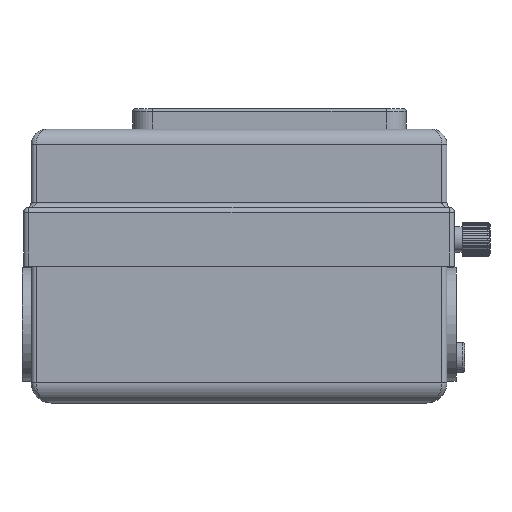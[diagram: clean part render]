
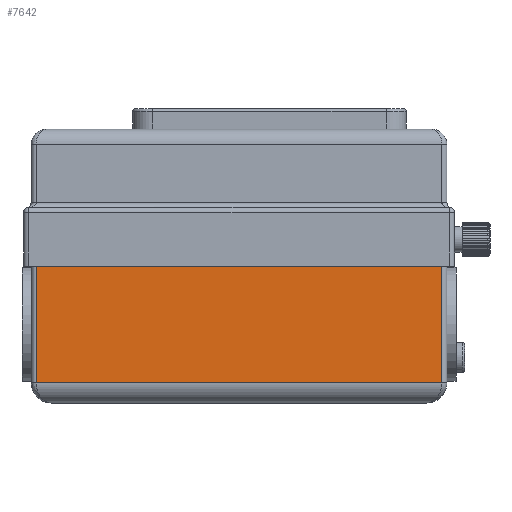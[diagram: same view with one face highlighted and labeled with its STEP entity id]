
A CAD part, left-side view. The second image highlights one B-rep face of the part: STEP entity #7642.
In plain terms, the highlighted planar face has unit normal (-1, 0, 0).
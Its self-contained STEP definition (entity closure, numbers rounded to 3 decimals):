
#602 = CARTESIAN_POINT ( 'NONE',  ( -25.5, -40., 0. ) ) ;
#763 = EDGE_CURVE ( 'NONE', #4207, #4083, #8392, .T. ) ;
#838 = FACE_OUTER_BOUND ( 'NONE', #890, .T. ) ;
#890 = EDGE_LOOP ( 'NONE', ( #4881, #3443, #7404, #6764 ) ) ;
#1234 = CARTESIAN_POINT ( 'NONE',  ( -25.5, -40., 0. ) ) ;
#1259 = DIRECTION ( 'NONE',  ( 0., -1., 0. ) ) ;
#1513 = DIRECTION ( 'NONE',  ( 0., 1., 0. ) ) ;
#2080 = CARTESIAN_POINT ( 'NONE',  ( -25.5, -40., -23. ) ) ;
#2360 = CARTESIAN_POINT ( 'NONE',  ( -25.5, -41., 0. ) ) ;
#2920 = EDGE_CURVE ( 'NONE', #4083, #7948, #10473, .T. ) ;
#3443 = ORIENTED_EDGE ( 'NONE', *, *, #7962, .T. ) ;
#4083 = VERTEX_POINT ( 'NONE', #5971 ) ;
#4207 = VERTEX_POINT ( 'NONE', #1234 ) ;
#4869 = DIRECTION ( 'NONE',  ( 0., 0., -1. ) ) ;
#4881 = ORIENTED_EDGE ( 'NONE', *, *, #2920, .T. ) ;
#5305 = LINE ( 'NONE', #2080, #10264 ) ;
#5507 = CARTESIAN_POINT ( 'NONE',  ( -25.5, -41., 0. ) ) ;
#5971 = CARTESIAN_POINT ( 'NONE',  ( -25.5, 40., 0. ) ) ;
#6216 = VECTOR ( 'NONE', #6469, 1000. ) ;
#6338 = DIRECTION ( 'NONE',  ( 0., 0., 1. ) ) ;
#6469 = DIRECTION ( 'NONE',  ( 0., 0., 1. ) ) ;
#6608 = EDGE_CURVE ( 'NONE', #9959, #4207, #9038, .T. ) ;
#6764 = ORIENTED_EDGE ( 'NONE', *, *, #763, .T. ) ;
#7404 = ORIENTED_EDGE ( 'NONE', *, *, #6608, .T. ) ;
#7642 = ADVANCED_FACE ( 'NONE', ( #838 ), #7994, .T. ) ;
#7885 = VECTOR ( 'NONE', #1513, 1000. ) ;
#7948 = VERTEX_POINT ( 'NONE', #9967 ) ;
#7962 = EDGE_CURVE ( 'NONE', #7948, #9959, #5305, .T. ) ;
#7967 = CARTESIAN_POINT ( 'NONE',  ( -25.5, 40., 0. ) ) ;
#7994 = PLANE ( 'NONE',  #10462 ) ;
#8392 = LINE ( 'NONE', #5507, #7885 ) ;
#9038 = LINE ( 'NONE', #602, #6216 ) ;
#9715 = DIRECTION ( 'NONE',  ( -1., 0., 0. ) ) ;
#9721 = VECTOR ( 'NONE', #4869, 1000. ) ;
#9959 = VERTEX_POINT ( 'NONE', #10327 ) ;
#9967 = CARTESIAN_POINT ( 'NONE',  ( -25.5, 40., -23. ) ) ;
#10264 = VECTOR ( 'NONE', #1259, 1000. ) ;
#10327 = CARTESIAN_POINT ( 'NONE',  ( -25.5, -40., -23. ) ) ;
#10462 = AXIS2_PLACEMENT_3D ( 'NONE', #2360, #9715, #6338 ) ;
#10473 = LINE ( 'NONE', #7967, #9721 ) ;
